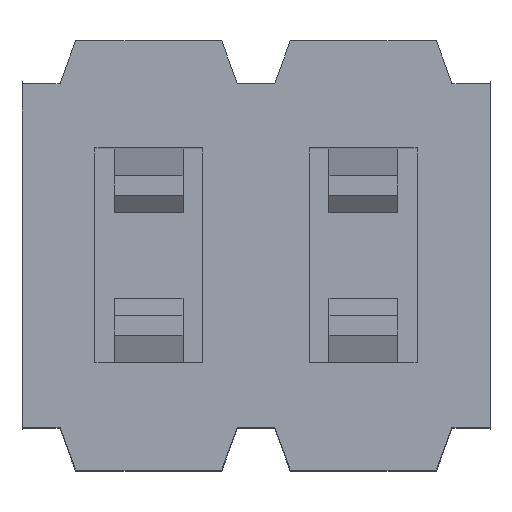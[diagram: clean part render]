
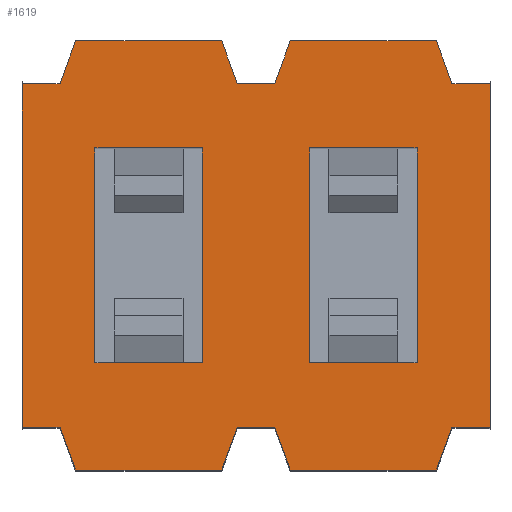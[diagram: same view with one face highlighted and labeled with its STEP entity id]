
A CAD part, top view. The second image highlights one B-rep face of the part: STEP entity #1619.
In plain terms, the highlighted planar face has unit normal (0, 0, 1).
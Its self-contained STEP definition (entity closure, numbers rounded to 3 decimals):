
#1285 = VERTEX_POINT('',#1286);
#1286 = CARTESIAN_POINT('',(-1.067,1.27,4.572));
#1292 = EDGE_CURVE('',#1293,#1285,#1295,.T.);
#1293 = VERTEX_POINT('',#1294);
#1294 = CARTESIAN_POINT('',(-0.203,1.27,4.572));
#1295 = LINE('',#1296,#1297);
#1296 = CARTESIAN_POINT('',(1.384,1.27,4.572));
#1297 = VECTOR('',#1298,1.);
#1298 = DIRECTION('',(-1.,-0.,0.));
#1341 = VERTEX_POINT('',#1342);
#1342 = CARTESIAN_POINT('',(1.067,-1.27,4.572));
#1348 = EDGE_CURVE('',#1349,#1341,#1351,.T.);
#1349 = VERTEX_POINT('',#1350);
#1350 = CARTESIAN_POINT('',(0.203,-1.27,4.572));
#1351 = LINE('',#1352,#1353);
#1352 = CARTESIAN_POINT('',(-1.384,-1.27,4.572));
#1353 = VECTOR('',#1354,1.);
#1354 = DIRECTION('',(1.,0.,0.));
#1379 = VERTEX_POINT('',#1380);
#1380 = CARTESIAN_POINT('',(-1.384,1.026,4.572));
#1397 = VERTEX_POINT('',#1398);
#1398 = CARTESIAN_POINT('',(-1.384,-1.026,4.572));
#1404 = EDGE_CURVE('',#1379,#1397,#1405,.T.);
#1405 = LINE('',#1406,#1407);
#1406 = CARTESIAN_POINT('',(-1.384,1.27,4.572));
#1407 = VECTOR('',#1408,1.);
#1408 = DIRECTION('',(0.,-1.,0.));
#1419 = VERTEX_POINT('',#1420);
#1420 = CARTESIAN_POINT('',(1.384,-1.026,4.572));
#1437 = VERTEX_POINT('',#1438);
#1438 = CARTESIAN_POINT('',(1.384,1.026,4.572));
#1444 = EDGE_CURVE('',#1419,#1437,#1445,.T.);
#1445 = LINE('',#1446,#1447);
#1446 = CARTESIAN_POINT('',(1.384,-1.27,4.572));
#1447 = VECTOR('',#1448,1.);
#1448 = DIRECTION('',(0.,1.,0.));
#1539 = VERTEX_POINT('',#1540);
#1540 = CARTESIAN_POINT('',(0.203,1.27,4.572));
#1546 = EDGE_CURVE('',#1547,#1539,#1549,.T.);
#1547 = VERTEX_POINT('',#1548);
#1548 = CARTESIAN_POINT('',(1.067,1.27,4.572));
#1549 = LINE('',#1550,#1551);
#1550 = CARTESIAN_POINT('',(1.384,1.27,4.572));
#1551 = VECTOR('',#1552,1.);
#1552 = DIRECTION('',(-1.,-0.,0.));
#1586 = VERTEX_POINT('',#1587);
#1587 = CARTESIAN_POINT('',(-0.203,-1.27,4.572));
#1593 = EDGE_CURVE('',#1594,#1586,#1596,.T.);
#1594 = VERTEX_POINT('',#1595);
#1595 = CARTESIAN_POINT('',(-1.067,-1.27,4.572));
#1596 = LINE('',#1597,#1598);
#1597 = CARTESIAN_POINT('',(-1.384,-1.27,4.572));
#1598 = VECTOR('',#1599,1.);
#1599 = DIRECTION('',(1.,0.,0.));
#1619 = ADVANCED_FACE('',(#1620,#1760,#1794),#1828,.T.);
#1620 = FACE_BOUND('',#1621,.T.);
#1621 = EDGE_LOOP('',(#1622,#1630,#1631,#1639,#1647,#1653,#1654,#1662,
    #1670,#1676,#1677,#1685,#1693,#1699,#1700,#1708,#1716,#1722,#1723,
    #1731,#1739,#1745,#1746,#1754));
#1622 = ORIENTED_EDGE('',*,*,#1623,.T.);
#1623 = EDGE_CURVE('',#1624,#1379,#1626,.T.);
#1624 = VERTEX_POINT('',#1625);
#1625 = CARTESIAN_POINT('',(-1.381,1.016,4.572));
#1626 = LINE('',#1627,#1628);
#1627 = CARTESIAN_POINT('',(-1.381,1.016,4.572));
#1628 = VECTOR('',#1629,1.);
#1629 = DIRECTION('',(-0.342,0.94,0.)
  );
#1630 = ORIENTED_EDGE('',*,*,#1404,.T.);
#1631 = ORIENTED_EDGE('',*,*,#1632,.F.);
#1632 = EDGE_CURVE('',#1633,#1397,#1635,.T.);
#1633 = VERTEX_POINT('',#1634);
#1634 = CARTESIAN_POINT('',(-1.381,-1.016,4.572));
#1635 = LINE('',#1636,#1637);
#1636 = CARTESIAN_POINT('',(-0.893,0.325,4.572));
#1637 = VECTOR('',#1638,1.);
#1638 = DIRECTION('',(-0.342,-0.94,
    0.));
#1639 = ORIENTED_EDGE('',*,*,#1640,.T.);
#1640 = EDGE_CURVE('',#1633,#1641,#1643,.T.);
#1641 = VERTEX_POINT('',#1642);
#1642 = CARTESIAN_POINT('',(-1.159,-1.016,4.572));
#1643 = LINE('',#1644,#1645);
#1644 = CARTESIAN_POINT('',(-1.381,-1.016,4.572));
#1645 = VECTOR('',#1646,1.);
#1646 = DIRECTION('',(1.,0.,0.));
#1647 = ORIENTED_EDGE('',*,*,#1648,.T.);
#1648 = EDGE_CURVE('',#1641,#1594,#1649,.T.);
#1649 = LINE('',#1650,#1651);
#1650 = CARTESIAN_POINT('',(-1.159,-1.016,4.572));
#1651 = VECTOR('',#1652,1.);
#1652 = DIRECTION('',(0.342,-0.94,0.
    ));
#1653 = ORIENTED_EDGE('',*,*,#1593,.T.);
#1654 = ORIENTED_EDGE('',*,*,#1655,.T.);
#1655 = EDGE_CURVE('',#1586,#1656,#1658,.T.);
#1656 = VERTEX_POINT('',#1657);
#1657 = CARTESIAN_POINT('',(-0.111,-1.016,4.572));
#1658 = LINE('',#1659,#1660);
#1659 = CARTESIAN_POINT('',(-0.203,-1.27,4.572));
#1660 = VECTOR('',#1661,1.);
#1661 = DIRECTION('',(0.342,0.94,0.)
  );
#1662 = ORIENTED_EDGE('',*,*,#1663,.T.);
#1663 = EDGE_CURVE('',#1656,#1664,#1666,.T.);
#1664 = VERTEX_POINT('',#1665);
#1665 = CARTESIAN_POINT('',(0.111,-1.016,4.572));
#1666 = LINE('',#1667,#1668);
#1667 = CARTESIAN_POINT('',(-0.111,-1.016,4.572));
#1668 = VECTOR('',#1669,1.);
#1669 = DIRECTION('',(1.,0.,0.));
#1670 = ORIENTED_EDGE('',*,*,#1671,.T.);
#1671 = EDGE_CURVE('',#1664,#1349,#1672,.T.);
#1672 = LINE('',#1673,#1674);
#1673 = CARTESIAN_POINT('',(0.111,-1.016,4.572));
#1674 = VECTOR('',#1675,1.);
#1675 = DIRECTION('',(0.342,-0.94,0.
    ));
#1676 = ORIENTED_EDGE('',*,*,#1348,.T.);
#1677 = ORIENTED_EDGE('',*,*,#1678,.T.);
#1678 = EDGE_CURVE('',#1341,#1679,#1681,.T.);
#1679 = VERTEX_POINT('',#1680);
#1680 = CARTESIAN_POINT('',(1.159,-1.016,4.572));
#1681 = LINE('',#1682,#1683);
#1682 = CARTESIAN_POINT('',(1.067,-1.27,4.572));
#1683 = VECTOR('',#1684,1.);
#1684 = DIRECTION('',(0.342,0.94,0.)
  );
#1685 = ORIENTED_EDGE('',*,*,#1686,.T.);
#1686 = EDGE_CURVE('',#1679,#1687,#1689,.T.);
#1687 = VERTEX_POINT('',#1688);
#1688 = CARTESIAN_POINT('',(1.381,-1.016,4.572));
#1689 = LINE('',#1690,#1691);
#1690 = CARTESIAN_POINT('',(1.159,-1.016,4.572));
#1691 = VECTOR('',#1692,1.);
#1692 = DIRECTION('',(1.,0.,0.));
#1693 = ORIENTED_EDGE('',*,*,#1694,.T.);
#1694 = EDGE_CURVE('',#1687,#1419,#1695,.T.);
#1695 = LINE('',#1696,#1697);
#1696 = CARTESIAN_POINT('',(1.381,-1.016,4.572));
#1697 = VECTOR('',#1698,1.);
#1698 = DIRECTION('',(0.342,-0.94,0.
    ));
#1699 = ORIENTED_EDGE('',*,*,#1444,.T.);
#1700 = ORIENTED_EDGE('',*,*,#1701,.F.);
#1701 = EDGE_CURVE('',#1702,#1437,#1704,.T.);
#1702 = VERTEX_POINT('',#1703);
#1703 = CARTESIAN_POINT('',(1.381,1.016,4.572));
#1704 = LINE('',#1705,#1706);
#1705 = CARTESIAN_POINT('',(0.893,-0.325,4.572));
#1706 = VECTOR('',#1707,1.);
#1707 = DIRECTION('',(0.342,0.94,0.)
  );
#1708 = ORIENTED_EDGE('',*,*,#1709,.T.);
#1709 = EDGE_CURVE('',#1702,#1710,#1712,.T.);
#1710 = VERTEX_POINT('',#1711);
#1711 = CARTESIAN_POINT('',(1.159,1.016,4.572));
#1712 = LINE('',#1713,#1714);
#1713 = CARTESIAN_POINT('',(1.381,1.016,4.572));
#1714 = VECTOR('',#1715,1.);
#1715 = DIRECTION('',(-1.,-0.,0.));
#1716 = ORIENTED_EDGE('',*,*,#1717,.T.);
#1717 = EDGE_CURVE('',#1710,#1547,#1718,.T.);
#1718 = LINE('',#1719,#1720);
#1719 = CARTESIAN_POINT('',(1.159,1.016,4.572));
#1720 = VECTOR('',#1721,1.);
#1721 = DIRECTION('',(-0.342,0.94,0.)
  );
#1722 = ORIENTED_EDGE('',*,*,#1546,.T.);
#1723 = ORIENTED_EDGE('',*,*,#1724,.T.);
#1724 = EDGE_CURVE('',#1539,#1725,#1727,.T.);
#1725 = VERTEX_POINT('',#1726);
#1726 = CARTESIAN_POINT('',(0.111,1.016,4.572));
#1727 = LINE('',#1728,#1729);
#1728 = CARTESIAN_POINT('',(0.203,1.27,4.572));
#1729 = VECTOR('',#1730,1.);
#1730 = DIRECTION('',(-0.342,-0.94,
    0.));
#1731 = ORIENTED_EDGE('',*,*,#1732,.T.);
#1732 = EDGE_CURVE('',#1725,#1733,#1735,.T.);
#1733 = VERTEX_POINT('',#1734);
#1734 = CARTESIAN_POINT('',(-0.111,1.016,4.572));
#1735 = LINE('',#1736,#1737);
#1736 = CARTESIAN_POINT('',(0.111,1.016,4.572));
#1737 = VECTOR('',#1738,1.);
#1738 = DIRECTION('',(-1.,-0.,0.));
#1739 = ORIENTED_EDGE('',*,*,#1740,.T.);
#1740 = EDGE_CURVE('',#1733,#1293,#1741,.T.);
#1741 = LINE('',#1742,#1743);
#1742 = CARTESIAN_POINT('',(-0.111,1.016,4.572));
#1743 = VECTOR('',#1744,1.);
#1744 = DIRECTION('',(-0.342,0.94,0.)
  );
#1745 = ORIENTED_EDGE('',*,*,#1292,.T.);
#1746 = ORIENTED_EDGE('',*,*,#1747,.T.);
#1747 = EDGE_CURVE('',#1285,#1748,#1750,.T.);
#1748 = VERTEX_POINT('',#1749);
#1749 = CARTESIAN_POINT('',(-1.159,1.016,4.572));
#1750 = LINE('',#1751,#1752);
#1751 = CARTESIAN_POINT('',(-1.067,1.27,4.572));
#1752 = VECTOR('',#1753,1.);
#1753 = DIRECTION('',(-0.342,-0.94,
    0.));
#1754 = ORIENTED_EDGE('',*,*,#1755,.T.);
#1755 = EDGE_CURVE('',#1748,#1624,#1756,.T.);
#1756 = LINE('',#1757,#1758);
#1757 = CARTESIAN_POINT('',(-1.159,1.016,4.572));
#1758 = VECTOR('',#1759,1.);
#1759 = DIRECTION('',(-1.,-0.,0.));
#1760 = FACE_BOUND('',#1761,.T.);
#1761 = EDGE_LOOP('',(#1762,#1772,#1780,#1788));
#1762 = ORIENTED_EDGE('',*,*,#1763,.F.);
#1763 = EDGE_CURVE('',#1764,#1766,#1768,.T.);
#1764 = VERTEX_POINT('',#1765);
#1765 = CARTESIAN_POINT('',(0.953,0.635,4.572));
#1766 = VERTEX_POINT('',#1767);
#1767 = CARTESIAN_POINT('',(0.318,0.635,4.572));
#1768 = LINE('',#1769,#1770);
#1769 = CARTESIAN_POINT('',(0.953,0.635,4.572));
#1770 = VECTOR('',#1771,1.);
#1771 = DIRECTION('',(-1.,-0.,0.));
#1772 = ORIENTED_EDGE('',*,*,#1773,.F.);
#1773 = EDGE_CURVE('',#1774,#1764,#1776,.T.);
#1774 = VERTEX_POINT('',#1775);
#1775 = CARTESIAN_POINT('',(0.953,-0.635,4.572));
#1776 = LINE('',#1777,#1778);
#1777 = CARTESIAN_POINT('',(0.953,-0.635,4.572));
#1778 = VECTOR('',#1779,1.);
#1779 = DIRECTION('',(0.,1.,0.));
#1780 = ORIENTED_EDGE('',*,*,#1781,.F.);
#1781 = EDGE_CURVE('',#1782,#1774,#1784,.T.);
#1782 = VERTEX_POINT('',#1783);
#1783 = CARTESIAN_POINT('',(0.318,-0.635,4.572));
#1784 = LINE('',#1785,#1786);
#1785 = CARTESIAN_POINT('',(0.318,-0.635,4.572));
#1786 = VECTOR('',#1787,1.);
#1787 = DIRECTION('',(1.,0.,0.));
#1788 = ORIENTED_EDGE('',*,*,#1789,.F.);
#1789 = EDGE_CURVE('',#1766,#1782,#1790,.T.);
#1790 = LINE('',#1791,#1792);
#1791 = CARTESIAN_POINT('',(0.318,0.635,4.572));
#1792 = VECTOR('',#1793,1.);
#1793 = DIRECTION('',(0.,-1.,0.));
#1794 = FACE_BOUND('',#1795,.T.);
#1795 = EDGE_LOOP('',(#1796,#1806,#1814,#1822));
#1796 = ORIENTED_EDGE('',*,*,#1797,.F.);
#1797 = EDGE_CURVE('',#1798,#1800,#1802,.T.);
#1798 = VERTEX_POINT('',#1799);
#1799 = CARTESIAN_POINT('',(-0.318,0.635,4.572));
#1800 = VERTEX_POINT('',#1801);
#1801 = CARTESIAN_POINT('',(-0.953,0.635,4.572));
#1802 = LINE('',#1803,#1804);
#1803 = CARTESIAN_POINT('',(-0.318,0.635,4.572));
#1804 = VECTOR('',#1805,1.);
#1805 = DIRECTION('',(-1.,-0.,0.));
#1806 = ORIENTED_EDGE('',*,*,#1807,.F.);
#1807 = EDGE_CURVE('',#1808,#1798,#1810,.T.);
#1808 = VERTEX_POINT('',#1809);
#1809 = CARTESIAN_POINT('',(-0.318,-0.635,4.572));
#1810 = LINE('',#1811,#1812);
#1811 = CARTESIAN_POINT('',(-0.318,-0.635,4.572));
#1812 = VECTOR('',#1813,1.);
#1813 = DIRECTION('',(0.,1.,0.));
#1814 = ORIENTED_EDGE('',*,*,#1815,.F.);
#1815 = EDGE_CURVE('',#1816,#1808,#1818,.T.);
#1816 = VERTEX_POINT('',#1817);
#1817 = CARTESIAN_POINT('',(-0.953,-0.635,4.572));
#1818 = LINE('',#1819,#1820);
#1819 = CARTESIAN_POINT('',(-0.953,-0.635,4.572));
#1820 = VECTOR('',#1821,1.);
#1821 = DIRECTION('',(1.,0.,0.));
#1822 = ORIENTED_EDGE('',*,*,#1823,.F.);
#1823 = EDGE_CURVE('',#1800,#1816,#1824,.T.);
#1824 = LINE('',#1825,#1826);
#1825 = CARTESIAN_POINT('',(-0.953,0.635,4.572));
#1826 = VECTOR('',#1827,1.);
#1827 = DIRECTION('',(0.,-1.,0.));
#1828 = PLANE('',#1829);
#1829 = AXIS2_PLACEMENT_3D('',#1830,#1831,#1832);
#1830 = CARTESIAN_POINT('',(0.,0.,4.572));
#1831 = DIRECTION('',(0.,0.,1.));
#1832 = DIRECTION('',(0.,-1.,0.));
